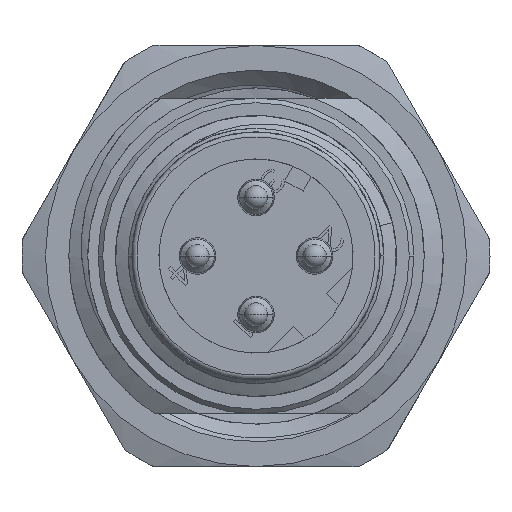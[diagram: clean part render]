
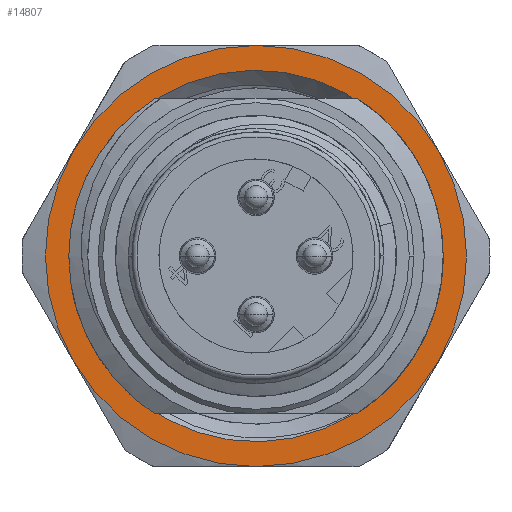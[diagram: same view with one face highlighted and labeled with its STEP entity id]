
A CAD part, left-side view. The second image highlights one B-rep face of the part: STEP entity #14807.
In plain terms, the highlighted planar face has unit normal (-1, 0, 0).
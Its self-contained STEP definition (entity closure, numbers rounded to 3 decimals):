
#2360=DIRECTION('',(0.,-1.,0.));
#2361=VECTOR('',#2360,0.116);
#2362=CARTESIAN_POINT('',(14.6,-4.177,-6.75));
#2363=LINE('',#2362,#2361);
#2423=CARTESIAN_POINT('',(14.6,0.,0.));
#2424=DIRECTION('',(1.,0.,0.));
#2425=DIRECTION('',(0.,-0.866,0.5));
#2426=AXIS2_PLACEMENT_3D('',#2423,#2424,#2425);
#2428=CARTESIAN_POINT('',(14.6,0.,0.));
#2429=DIRECTION('',(1.,0.,0.));
#2430=DIRECTION('',(0.,-0.866,-0.5));
#2431=AXIS2_PLACEMENT_3D('',#2428,#2429,#2430);
#2433=CARTESIAN_POINT('',(14.6,0.,0.));
#2434=DIRECTION('',(1.,0.,0.));
#2435=DIRECTION('',(0.,0.,-1.));
#2436=AXIS2_PLACEMENT_3D('',#2433,#2434,#2435);
#2438=CARTESIAN_POINT('',(14.6,0.,0.));
#2439=DIRECTION('',(1.,0.,0.));
#2440=DIRECTION('',(0.,0.866,-0.5));
#2441=AXIS2_PLACEMENT_3D('',#2438,#2439,#2440);
#2443=CARTESIAN_POINT('',(14.6,0.,0.));
#2444=DIRECTION('',(1.,0.,0.));
#2445=DIRECTION('',(0.,1.,0.));
#2446=AXIS2_PLACEMENT_3D('',#2443,#2444,#2445);
#2448=CARTESIAN_POINT('',(14.6,0.,0.));
#2449=DIRECTION('',(1.,0.,0.));
#2450=DIRECTION('',(0.,0.866,0.5));
#2451=AXIS2_PLACEMENT_3D('',#2448,#2449,#2450);
#2453=CARTESIAN_POINT('',(14.6,0.,0.));
#2454=DIRECTION('',(1.,0.,0.));
#2455=DIRECTION('',(0.,0.,1.));
#2456=AXIS2_PLACEMENT_3D('',#2453,#2454,#2455);
#2458=CARTESIAN_POINT('',(14.6,0.,0.));
#2459=DIRECTION('',(-1.,0.,0.));
#2460=DIRECTION('',(0.,-0.82,-0.573));
#2461=AXIS2_PLACEMENT_3D('',#2458,#2459,#2460);
#2479=CARTESIAN_POINT('',(14.6,-7.795,-4.499));
#2694=CARTESIAN_POINT('',(14.6,-0.001,-9.));
#2879=CARTESIAN_POINT('',(14.6,-6.797,4.1));
#2880=CARTESIAN_POINT('',(14.6,-6.872,3.989));
#2881=CARTESIAN_POINT('',(14.6,-7.015,3.765));
#2882=CARTESIAN_POINT('',(14.6,-7.214,3.419));
#2883=CARTESIAN_POINT('',(14.6,-7.333,3.182));
#2884=CARTESIAN_POINT('',(14.6,-7.391,3.062));
#3016=CARTESIAN_POINT('',(14.6,0.,0.));
#3017=DIRECTION('',(1.,0.,0.));
#3018=DIRECTION('',(0.,-0.526,-0.85));
#3019=AXIS2_PLACEMENT_3D('',#3016,#3017,#3018);
#3021=CARTESIAN_POINT('',(14.6,-6.506,-4.548));
#3022=CARTESIAN_POINT('',(14.6,-6.402,-4.715));
#3023=CARTESIAN_POINT('',(14.6,-6.182,-5.041));
#3024=CARTESIAN_POINT('',(14.6,-5.935,-5.352));
#3025=CARTESIAN_POINT('',(14.6,-5.805,-5.504));
#3070=CARTESIAN_POINT('',(14.6,-5.805,-5.504));
#3071=CARTESIAN_POINT('',(14.6,-5.563,-5.76));
#3072=CARTESIAN_POINT('',(14.6,-5.064,-6.219));
#3073=CARTESIAN_POINT('',(14.6,-4.551,-6.586));
#3074=CARTESIAN_POINT('',(14.6,-4.293,-6.75));
#3549=CARTESIAN_POINT('',(14.6,-7.391,
-3.061));
#3550=CARTESIAN_POINT('',(14.6,-7.334,
-3.181));
#3551=CARTESIAN_POINT('',(14.6,-7.213,
-3.419));
#3552=CARTESIAN_POINT('',(14.6,-7.015,
-3.766));
#3553=CARTESIAN_POINT('',(14.6,-6.872,
-3.989));
#3554=CARTESIAN_POINT('',(14.6,-6.798,
-4.099));
#7930=CARTESIAN_POINT('',(14.6,-7.391,3.062));
#7931=CARTESIAN_POINT('',(14.6,-7.552,2.672));
#7932=CARTESIAN_POINT('',(14.6,-7.81,1.878));
#7933=CARTESIAN_POINT('',(14.6,-8.007,
0.631));
#7934=CARTESIAN_POINT('',(14.6,-8.008,
-0.628));
#7935=CARTESIAN_POINT('',(14.6,-7.811,
-1.876));
#7936=CARTESIAN_POINT('',(14.6,-7.553,
-2.67));
#7937=CARTESIAN_POINT('',(14.6,-7.391,
-3.061));
#8364=CARTESIAN_POINT('',(14.6,7.794,-4.501));
#8385=CARTESIAN_POINT('',(14.6,0.001,9.));
#8406=CARTESIAN_POINT('',(14.6,-7.794,4.501));
#11085=VERTEX_POINT('',#8385);
#11086=CARTESIAN_POINT('',(14.6,7.795,4.499));
#11087=VERTEX_POINT('',#11086);
#11092=VERTEX_POINT('',#8406);
#11093=VERTEX_POINT('',#2479);
#11098=VERTEX_POINT('',#2694);
#11103=VERTEX_POINT('',#8364);
#11104=VERTEX_POINT('',#3549);
#11105=VERTEX_POINT('',#3554);
#11106=VERTEX_POINT('',#7930);
#11107=VERTEX_POINT('',#2879);
#11108=CARTESIAN_POINT('',(14.6,9.,-0.001));
#11109=VERTEX_POINT('',#11108);
#11208=CARTESIAN_POINT('',(14.6,-4.177,-6.75));
#11209=CARTESIAN_POINT('',(14.6,-4.293,-6.75));
#11210=VERTEX_POINT('',#11208);
#11211=VERTEX_POINT('',#11209);
#11247=VERTEX_POINT('',#3070);
#11248=VERTEX_POINT('',#3021);
#14769=CARTESIAN_POINT('',(14.6,-0.004,0.));
#14770=DIRECTION('',(1.,0.,0.));
#14771=DIRECTION('',(0.,1.,0.));
#14772=AXIS2_PLACEMENT_3D('',#14769,#14770,#14771);
#14773=PLANE('',#14772);
#14775=ORIENTED_EDGE('',*,*,#14774,.T.);
#14777=ORIENTED_EDGE('',*,*,#14776,.T.);
#14779=ORIENTED_EDGE('',*,*,#14778,.T.);
#14781=ORIENTED_EDGE('',*,*,#14780,.T.);
#14783=ORIENTED_EDGE('',*,*,#14782,.T.);
#14785=ORIENTED_EDGE('',*,*,#14784,.T.);
#14787=ORIENTED_EDGE('',*,*,#14786,.T.);
#14788=EDGE_LOOP('',(#14775,#14777,#14779,#14781,#14783,#14785,#14787));
#14789=FACE_OUTER_BOUND('',#14788,.F.);
#14790=ORIENTED_EDGE('',*,*,#14679,.T.);
#14792=ORIENTED_EDGE('',*,*,#14791,.F.);
#14794=ORIENTED_EDGE('',*,*,#14793,.F.);
#14796=ORIENTED_EDGE('',*,*,#14795,.T.);
#14798=ORIENTED_EDGE('',*,*,#14797,.F.);
#14800=ORIENTED_EDGE('',*,*,#14799,.F.);
#14802=ORIENTED_EDGE('',*,*,#14801,.F.);
#14804=ORIENTED_EDGE('',*,*,#14803,.F.);
#14805=EDGE_LOOP('',(#14790,#14792,#14794,#14796,#14798,#14800,#14802,#14804));
#14806=FACE_BOUND('',#14805,.F.);
#14807=ADVANCED_FACE('',(#14789,#14806),#14773,.F.);
#2427=CIRCLE('',#2426,9.);
#2432=CIRCLE('',#2431,9.);
#2437=CIRCLE('',#2436,9.);
#2442=CIRCLE('',#2441,9.);
#2447=CIRCLE('',#2446,9.);
#2452=CIRCLE('',#2451,9.);
#2457=CIRCLE('',#2456,9.);
#2462=CIRCLE('',#2461,7.938);
#2885=B_SPLINE_CURVE_WITH_KNOTS('',3,(#2879,#2880,#2881,#2882,#2883,#2884),
.UNSPECIFIED.,.F.,.F.,(4,1,1,4),(0.,0.333,0.667,1.),
.UNSPECIFIED.);
#3020=CIRCLE('',#3019,7.938);
#3026=B_SPLINE_CURVE_WITH_KNOTS('',3,(#3021,#3022,#3023,#3024,#3025),
.UNSPECIFIED.,.F.,.F.,(4,1,4),(0.,0.5,1.),.UNSPECIFIED.);
#3075=B_SPLINE_CURVE_WITH_KNOTS('',3,(#3070,#3071,#3072,#3073,#3074),
.UNSPECIFIED.,.F.,.F.,(4,1,4),(0.,0.5,1.),.UNSPECIFIED.);
#3555=B_SPLINE_CURVE_WITH_KNOTS('',3,(#3549,#3550,#3551,#3552,#3553,#3554),
.UNSPECIFIED.,.F.,.F.,(4,1,1,4),(0.,0.333,0.667,1.),
.UNSPECIFIED.);
#7938=B_SPLINE_CURVE_WITH_KNOTS('',3,(#7930,#7931,#7932,#7933,#7934,#7935,#7936,
#7937),.UNSPECIFIED.,.F.,.F.,(4,1,1,1,1,4),(0.,0.2,0.4,0.6,0.8,1.),
.UNSPECIFIED.);
#14679=EDGE_CURVE('',#11210,#11211,#2363,.T.);
#14774=EDGE_CURVE('',#11092,#11093,#2427,.T.);
#14776=EDGE_CURVE('',#11093,#11098,#2432,.T.);
#14778=EDGE_CURVE('',#11098,#11103,#2437,.T.);
#14780=EDGE_CURVE('',#11103,#11109,#2442,.T.);
#14782=EDGE_CURVE('',#11109,#11087,#2447,.T.);
#14784=EDGE_CURVE('',#11087,#11085,#2452,.T.);
#14786=EDGE_CURVE('',#11085,#11092,#2457,.T.);
#14791=EDGE_CURVE('',#11247,#11211,#3075,.T.);
#14793=EDGE_CURVE('',#11248,#11247,#3026,.T.);
#14795=EDGE_CURVE('',#11248,#11105,#2462,.T.);
#14797=EDGE_CURVE('',#11104,#11105,#3555,.T.);
#14799=EDGE_CURVE('',#11106,#11104,#7938,.T.);
#14801=EDGE_CURVE('',#11107,#11106,#2885,.T.);
#14803=EDGE_CURVE('',#11210,#11107,#3020,.T.);
